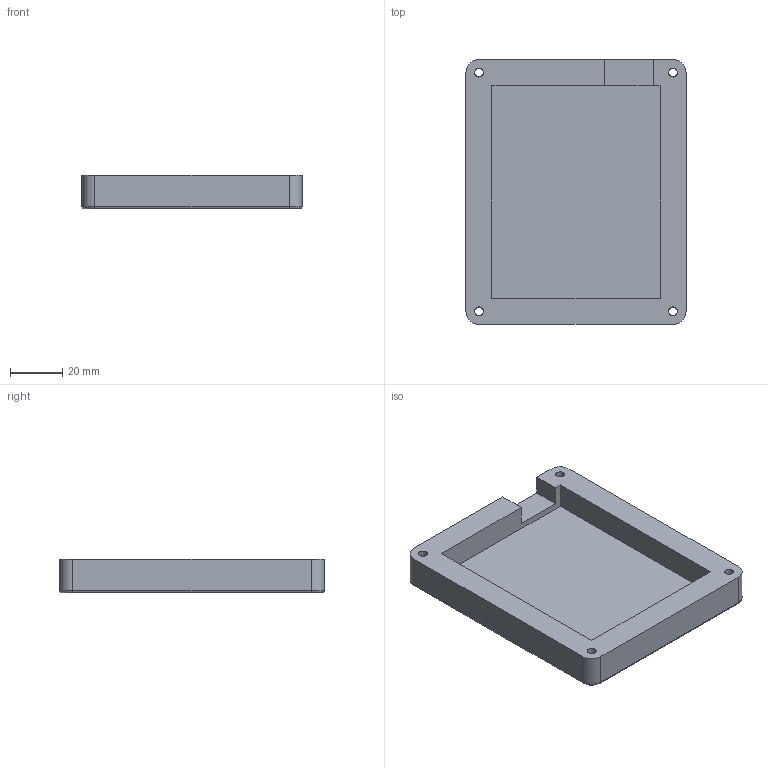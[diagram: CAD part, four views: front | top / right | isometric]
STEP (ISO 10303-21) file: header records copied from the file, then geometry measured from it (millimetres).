
FILE_DESCRIPTION(/* description */ (''),/* implementation_level */ '2;1');
FILE_NAME(/* name */ 'BOTTOM.step',/* time_stamp */ '2025-07-03T13:11:28-04:00',/* author */ (''),/* organization */ (''),/* preprocessor_version */ 'ST-DEVELOPER v20.1',/* originating_system */ 'Autodesk Translation Framework v14.10.0.0',/* authorisation */ '');
FILE_SCHEMA (('AUTOMOTIVE_DESIGN { 1 0 10303 214 3 1 1 }'));
Length unit declared in the file: millimetre
Products named in the file (1): FusionComponent
Bounding box: 84.56 x 101.71 x 13 mm (x, y, z)
Volume: 56598.8 mm3; surface area: 25113.8 mm2
Topology: 1 solids, 1 shells, 38 faces, 88 edges, 56 vertices
Faces by surface type: plane 18, cylinder 16, torus 4
Full cylindrical faces by diameter (mm): 3.4 x4, 6 x4
Entity records: 1133 total; most frequent: DIRECTION 202, CARTESIAN_POINT 183, ORIENTED_EDGE 176, EDGE_CURVE 88, AXIS2_PLACEMENT_3D 75, VERTEX_POINT 56, LINE 52, VECTOR 52
